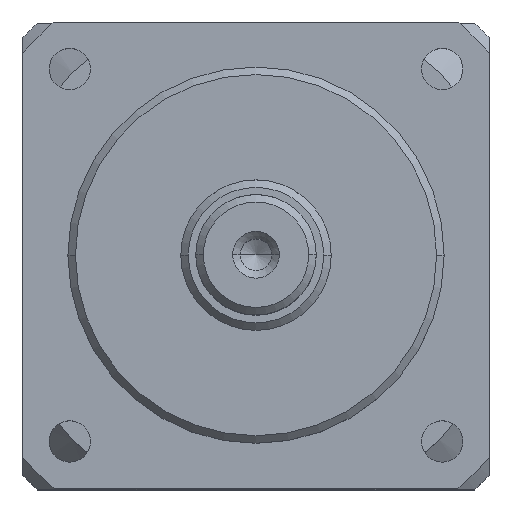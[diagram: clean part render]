
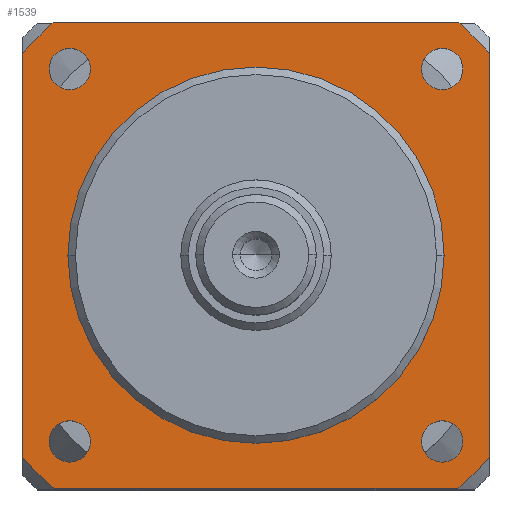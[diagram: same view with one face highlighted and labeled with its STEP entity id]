
A CAD part, top view. The second image highlights one B-rep face of the part: STEP entity #1539.
In plain terms, the highlighted planar face has unit normal (0, 0, 1).
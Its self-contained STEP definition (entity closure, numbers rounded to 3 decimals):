
#226=CARTESIAN_POINT('',(375.951,146.465,75.));
#227=DIRECTION('',(0.,0.,1.));
#228=DIRECTION('',(0.654,-0.756,0.));
#229=AXIS2_PLACEMENT_3D('',#226,#227,#228);
#231=CARTESIAN_POINT('',(375.951,146.465,75.));
#232=DIRECTION('',(0.,0.,1.));
#233=DIRECTION('',(-0.756,-0.654,0.));
#234=AXIS2_PLACEMENT_3D('',#231,#232,#233);
#236=CARTESIAN_POINT('',(375.951,146.465,75.));
#237=DIRECTION('',(0.,0.,1.));
#238=DIRECTION('',(-0.654,0.756,0.));
#239=AXIS2_PLACEMENT_3D('',#236,#237,#238);
#241=CARTESIAN_POINT('',(375.951,146.465,75.));
#242=DIRECTION('',(0.,0.,1.));
#243=DIRECTION('',(0.756,0.654,0.));
#244=AXIS2_PLACEMENT_3D('',#241,#242,#243);
#246=CARTESIAN_POINT('',(351.202,171.214,75.));
#247=DIRECTION('',(0.,0.,-1.));
#248=DIRECTION('',(-1.,0.,0.));
#249=AXIS2_PLACEMENT_3D('',#246,#247,#248);
#251=CARTESIAN_POINT('',(351.202,171.214,75.));
#252=DIRECTION('',(0.,0.,-1.));
#253=DIRECTION('',(1.,0.,0.));
#254=AXIS2_PLACEMENT_3D('',#251,#252,#253);
#256=CARTESIAN_POINT('',(400.699,171.214,75.));
#257=DIRECTION('',(0.,0.,-1.));
#258=DIRECTION('',(-1.,0.,0.));
#259=AXIS2_PLACEMENT_3D('',#256,#257,#258);
#261=CARTESIAN_POINT('',(400.699,171.214,75.));
#262=DIRECTION('',(0.,0.,-1.));
#263=DIRECTION('',(1.,0.,0.));
#264=AXIS2_PLACEMENT_3D('',#261,#262,#263);
#266=CARTESIAN_POINT('',(400.699,121.716,75.));
#267=DIRECTION('',(0.,0.,-1.));
#268=DIRECTION('',(-1.,0.,0.));
#269=AXIS2_PLACEMENT_3D('',#266,#267,#268);
#271=CARTESIAN_POINT('',(400.699,121.716,75.));
#272=DIRECTION('',(0.,0.,-1.));
#273=DIRECTION('',(1.,0.,0.));
#274=AXIS2_PLACEMENT_3D('',#271,#272,#273);
#276=CARTESIAN_POINT('',(351.202,121.716,75.));
#277=DIRECTION('',(0.,0.,-1.));
#278=DIRECTION('',(-1.,0.,0.));
#279=AXIS2_PLACEMENT_3D('',#276,#277,#278);
#281=CARTESIAN_POINT('',(351.202,121.716,75.));
#282=DIRECTION('',(0.,0.,-1.));
#283=DIRECTION('',(1.,0.,0.));
#284=AXIS2_PLACEMENT_3D('',#281,#282,#283);
#286=CARTESIAN_POINT('',(375.951,146.465,75.));
#287=DIRECTION('',(0.,0.,-1.));
#288=DIRECTION('',(1.,0.,0.));
#289=AXIS2_PLACEMENT_3D('',#286,#287,#288);
#291=CARTESIAN_POINT('',(375.951,146.465,75.));
#292=DIRECTION('',(0.,0.,-1.));
#293=DIRECTION('',(-1.,0.,0.));
#294=AXIS2_PLACEMENT_3D('',#291,#292,#293);
#296=DIRECTION('',(0.,-1.,0.));
#297=VECTOR('',#296,53.666);
#298=CARTESIAN_POINT('',(406.951,173.298,75.));
#299=LINE('',#298,#297);
#308=DIRECTION('',(-1.,0.,0.));
#309=VECTOR('',#308,53.666);
#310=CARTESIAN_POINT('',(402.783,115.465,75.));
#311=LINE('',#310,#309);
#680=DIRECTION('',(1.,0.,0.));
#681=VECTOR('',#680,53.666);
#682=CARTESIAN_POINT('',(349.118,177.465,75.));
#683=LINE('',#682,#681);
#692=DIRECTION('',(0.,1.,0.));
#693=VECTOR('',#692,53.666);
#694=CARTESIAN_POINT('',(344.951,119.632,75.));
#695=LINE('',#694,#693);
#925=CARTESIAN_POINT('',(349.118,115.465,75.));
#927=VERTEX_POINT('',#925);
#994=CARTESIAN_POINT('',(350.951,146.465,75.));
#996=VERTEX_POINT('',#994);
#1020=CARTESIAN_POINT('',(348.452,171.214,75.));
#1021=CARTESIAN_POINT('',(353.952,171.214,75.));
#1022=VERTEX_POINT('',#1020);
#1023=VERTEX_POINT('',#1021);
#1034=CARTESIAN_POINT('',(406.951,173.298,75.));
#1035=VERTEX_POINT('',#1034);
#1052=CARTESIAN_POINT('',(403.449,171.214,75.));
#1054=VERTEX_POINT('',#1052);
#1062=CARTESIAN_POINT('',(400.951,146.465,75.));
#1063=VERTEX_POINT('',#1062);
#1068=CARTESIAN_POINT('',(397.949,121.716,75.));
#1069=CARTESIAN_POINT('',(403.449,121.716,75.));
#1070=VERTEX_POINT('',#1068);
#1071=VERTEX_POINT('',#1069);
#1074=CARTESIAN_POINT('',(353.952,121.716,75.));
#1075=VERTEX_POINT('',#1074);
#1100=CARTESIAN_POINT('',(402.783,115.465,75.));
#1101=VERTEX_POINT('',#1100);
#1108=CARTESIAN_POINT('',(348.452,121.716,75.));
#1109=VERTEX_POINT('',#1108);
#1110=CARTESIAN_POINT('',(344.951,119.632,75.));
#1111=VERTEX_POINT('',#1110);
#1128=CARTESIAN_POINT('',(406.951,119.632,75.));
#1129=VERTEX_POINT('',#1128);
#1130=CARTESIAN_POINT('',(397.949,171.214,75.));
#1132=VERTEX_POINT('',#1130);
#1157=CARTESIAN_POINT('',(349.118,177.465,75.));
#1158=CARTESIAN_POINT('',(344.951,173.298,75.));
#1159=VERTEX_POINT('',#1157);
#1160=VERTEX_POINT('',#1158);
#1167=CARTESIAN_POINT('',(402.783,177.465,75.));
#1168=VERTEX_POINT('',#1167);
#1488=CARTESIAN_POINT('',(0.,0.,75.));
#1489=DIRECTION('',(0.,0.,1.));
#1490=DIRECTION('',(1.,0.,0.));
#1491=AXIS2_PLACEMENT_3D('',#1488,#1489,#1490);
#1492=PLANE('',#1491);
#1494=ORIENTED_EDGE('',*,*,#1493,.T.);
#1496=ORIENTED_EDGE('',*,*,#1495,.F.);
#1498=ORIENTED_EDGE('',*,*,#1497,.T.);
#1500=ORIENTED_EDGE('',*,*,#1499,.F.);
#1502=ORIENTED_EDGE('',*,*,#1501,.T.);
#1504=ORIENTED_EDGE('',*,*,#1503,.F.);
#1506=ORIENTED_EDGE('',*,*,#1505,.T.);
#1508=ORIENTED_EDGE('',*,*,#1507,.F.);
#1509=EDGE_LOOP('',(#1494,#1496,#1498,#1500,#1502,#1504,#1506,#1508));
#1510=FACE_OUTER_BOUND('',#1509,.F.);
#1512=ORIENTED_EDGE('',*,*,#1511,.F.);
#1514=ORIENTED_EDGE('',*,*,#1513,.F.);
#1515=EDGE_LOOP('',(#1512,#1514));
#1516=FACE_BOUND('',#1515,.F.);
#1518=ORIENTED_EDGE('',*,*,#1517,.F.);
#1520=ORIENTED_EDGE('',*,*,#1519,.F.);
#1521=EDGE_LOOP('',(#1518,#1520));
#1522=FACE_BOUND('',#1521,.F.);
#1524=ORIENTED_EDGE('',*,*,#1523,.F.);
#1526=ORIENTED_EDGE('',*,*,#1525,.F.);
#1527=EDGE_LOOP('',(#1524,#1526));
#1528=FACE_BOUND('',#1527,.F.);
#1530=ORIENTED_EDGE('',*,*,#1529,.F.);
#1532=ORIENTED_EDGE('',*,*,#1531,.F.);
#1533=EDGE_LOOP('',(#1530,#1532));
#1534=FACE_BOUND('',#1533,.F.);
#1535=ORIENTED_EDGE('',*,*,#1481,.F.);
#1536=ORIENTED_EDGE('',*,*,#1468,.F.);
#1537=EDGE_LOOP('',(#1535,#1536));
#1538=FACE_BOUND('',#1537,.F.);
#1539=ADVANCED_FACE('',(#1510,#1516,#1522,#1528,#1534,#1538),#1492,.T.);
#230=CIRCLE('',#229,41.);
#235=CIRCLE('',#234,41.);
#240=CIRCLE('',#239,41.);
#245=CIRCLE('',#244,41.);
#250=CIRCLE('',#249,2.75);
#255=CIRCLE('',#254,2.75);
#260=CIRCLE('',#259,2.75);
#265=CIRCLE('',#264,2.75);
#270=CIRCLE('',#269,2.75);
#275=CIRCLE('',#274,2.75);
#280=CIRCLE('',#279,2.75);
#285=CIRCLE('',#284,2.75);
#290=CIRCLE('',#289,25.);
#295=CIRCLE('',#294,25.);
#1468=EDGE_CURVE('',#996,#1063,#295,.T.);
#1481=EDGE_CURVE('',#1063,#996,#290,.T.);
#1493=EDGE_CURVE('',#1035,#1129,#299,.T.);
#1495=EDGE_CURVE('',#1101,#1129,#230,.T.);
#1497=EDGE_CURVE('',#1101,#927,#311,.T.);
#1499=EDGE_CURVE('',#1111,#927,#235,.T.);
#1501=EDGE_CURVE('',#1111,#1160,#695,.T.);
#1503=EDGE_CURVE('',#1159,#1160,#240,.T.);
#1505=EDGE_CURVE('',#1159,#1168,#683,.T.);
#1507=EDGE_CURVE('',#1035,#1168,#245,.T.);
#1511=EDGE_CURVE('',#1022,#1023,#250,.T.);
#1513=EDGE_CURVE('',#1023,#1022,#255,.T.);
#1517=EDGE_CURVE('',#1132,#1054,#260,.T.);
#1519=EDGE_CURVE('',#1054,#1132,#265,.T.);
#1523=EDGE_CURVE('',#1070,#1071,#270,.T.);
#1525=EDGE_CURVE('',#1071,#1070,#275,.T.);
#1529=EDGE_CURVE('',#1109,#1075,#280,.T.);
#1531=EDGE_CURVE('',#1075,#1109,#285,.T.);
